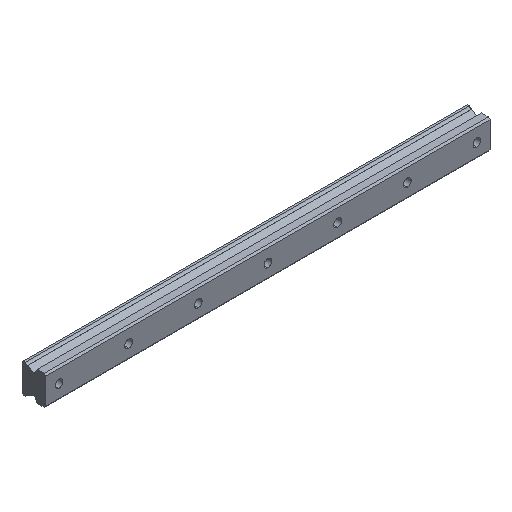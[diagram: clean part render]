
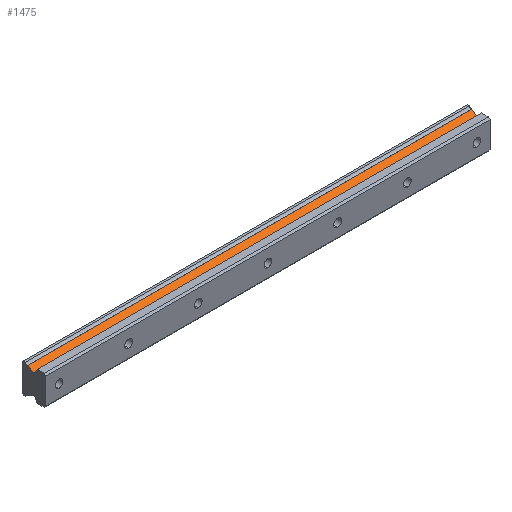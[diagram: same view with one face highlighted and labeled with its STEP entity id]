
A CAD part, isometric view. The second image highlights one B-rep face of the part: STEP entity #1475.
In plain terms, the highlighted planar face has unit normal (0, -0.499, 0.867).
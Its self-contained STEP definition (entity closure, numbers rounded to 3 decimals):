
#127 = LINE ( 'NONE', #580, #1569 ) ;
#188 = CARTESIAN_POINT ( 'NONE',  ( 495., 21.02, 15.006 ) ) ;
#299 = VECTOR ( 'NONE', #774, 1000. ) ;
#323 = LINE ( 'NONE', #188, #299 ) ;
#325 = DIRECTION ( 'NONE',  ( 0., 0.867, 0.499 ) ) ;
#335 = CARTESIAN_POINT ( 'NONE',  ( -15., 21.02, 15.006 ) ) ;
#389 = DIRECTION ( 'NONE',  ( 1., 0., 0. ) ) ;
#395 = EDGE_CURVE ( 'NONE', #1121, #782, #127, .T. ) ;
#469 = DIRECTION ( 'NONE',  ( 0., 0.499, -0.867 ) ) ;
#552 = ORIENTED_EDGE ( 'NONE', *, *, #395, .F. ) ;
#569 = VECTOR ( 'NONE', #1837, 1000. ) ;
#580 = CARTESIAN_POINT ( 'NONE',  ( 495., 14.475, 11.24 ) ) ;
#645 = EDGE_CURVE ( 'NONE', #1728, #782, #963, .T. ) ;
#773 = ORIENTED_EDGE ( 'NONE', *, *, #645, .T. ) ;
#774 = DIRECTION ( 'NONE',  ( 0., -0.867, -0.499 ) ) ;
#782 = VERTEX_POINT ( 'NONE', #1913 ) ;
#783 = VERTEX_POINT ( 'NONE', #1308 ) ;
#816 = CARTESIAN_POINT ( 'NONE',  ( 495., 14.475, 11.24 ) ) ;
#963 = LINE ( 'NONE', #335, #569 ) ;
#1042 = VECTOR ( 'NONE', #389, 1000. ) ;
#1047 = CARTESIAN_POINT ( 'NONE',  ( -15., 21.02, 15.006 ) ) ;
#1121 = VERTEX_POINT ( 'NONE', #816 ) ;
#1209 = EDGE_CURVE ( 'NONE', #1728, #783, #1303, .T. ) ;
#1233 = PLANE ( 'NONE',  #1783 ) ;
#1303 = LINE ( 'NONE', #1910, #1042 ) ;
#1308 = CARTESIAN_POINT ( 'NONE',  ( 495., 21.02, 15.006 ) ) ;
#1385 = EDGE_LOOP ( 'NONE', ( #552, #1567, #1415, #773 ) ) ;
#1415 = ORIENTED_EDGE ( 'NONE', *, *, #1209, .F. ) ;
#1475 = ADVANCED_FACE ( 'NONE', ( #1853 ), #1233, .F. ) ;
#1534 = DIRECTION ( 'NONE',  ( -1., 0., 0. ) ) ;
#1567 = ORIENTED_EDGE ( 'NONE', *, *, #1784, .F. ) ;
#1569 = VECTOR ( 'NONE', #1534, 1000. ) ;
#1710 = CARTESIAN_POINT ( 'NONE',  ( 495., 21.02, 15.006 ) ) ;
#1728 = VERTEX_POINT ( 'NONE', #1047 ) ;
#1783 = AXIS2_PLACEMENT_3D ( 'NONE', #1710, #469, #325 ) ;
#1784 = EDGE_CURVE ( 'NONE', #783, #1121, #323, .T. ) ;
#1837 = DIRECTION ( 'NONE',  ( 0., -0.867, -0.499 ) ) ;
#1853 = FACE_OUTER_BOUND ( 'NONE', #1385, .T. ) ;
#1910 = CARTESIAN_POINT ( 'NONE',  ( 495., 21.02, 15.006 ) ) ;
#1913 = CARTESIAN_POINT ( 'NONE',  ( -15., 14.475, 11.24 ) ) ;
